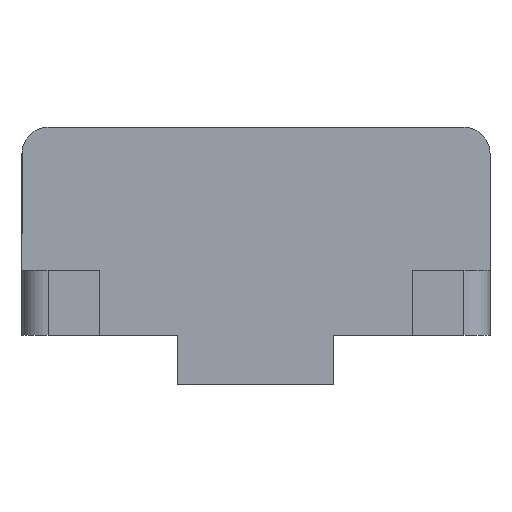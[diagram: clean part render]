
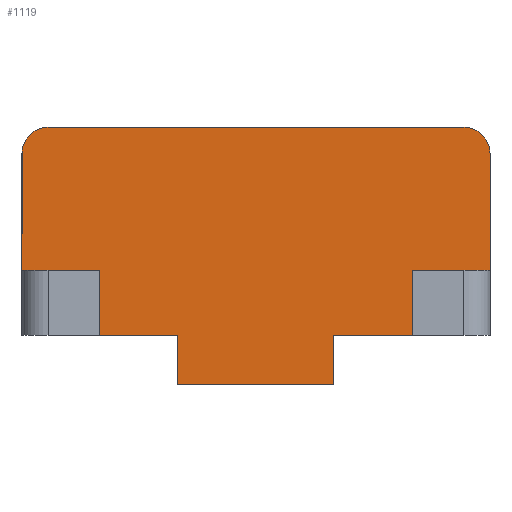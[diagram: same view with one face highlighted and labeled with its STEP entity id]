
A CAD part, front view. The second image highlights one B-rep face of the part: STEP entity #1119.
In plain terms, the highlighted planar face has unit normal (0, -1, 0).
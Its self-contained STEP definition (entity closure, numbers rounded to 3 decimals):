
#9 = VECTOR ( 'NONE', #959, 1000. ) ;
#42 = LINE ( 'NONE', #185, #692 ) ;
#44 = VERTEX_POINT ( 'NONE', #1211 ) ;
#47 = AXIS2_PLACEMENT_3D ( 'NONE', #88, #660, #1277 ) ;
#63 = ORIENTED_EDGE ( 'NONE', *, *, #134, .T. ) ;
#74 = LINE ( 'NONE', #140, #279 ) ;
#76 = VERTEX_POINT ( 'NONE', #206 ) ;
#87 = VERTEX_POINT ( 'NONE', #1027 ) ;
#88 = CARTESIAN_POINT ( 'NONE',  ( -8., 360., 7. ) ) ;
#99 = ORIENTED_EDGE ( 'NONE', *, *, #1302, .T. ) ;
#103 = VERTEX_POINT ( 'NONE', #323 ) ;
#114 = LINE ( 'NONE', #264, #465 ) ;
#134 = EDGE_CURVE ( 'NONE', #431, #317, #904, .T. ) ;
#140 = CARTESIAN_POINT ( 'NONE',  ( -9., 360., 8. ) ) ;
#156 = LINE ( 'NONE', #276, #795 ) ;
#170 = ORIENTED_EDGE ( 'NONE', *, *, #570, .F. ) ;
#173 = LINE ( 'NONE', #1026, #558 ) ;
#185 = CARTESIAN_POINT ( 'NONE',  ( -9., 360., 2.5 ) ) ;
#186 = ORIENTED_EDGE ( 'NONE', *, *, #459, .T. ) ;
#193 = ORIENTED_EDGE ( 'NONE', *, *, #1294, .T. ) ;
#204 = DIRECTION ( 'NONE',  ( -1., 0., 0. ) ) ;
#205 = VECTOR ( 'NONE', #1478, 1000. ) ;
#206 = CARTESIAN_POINT ( 'NONE',  ( 6., 360., 0. ) ) ;
#215 = FACE_OUTER_BOUND ( 'NONE', #1355, .T. ) ;
#234 = CARTESIAN_POINT ( 'NONE',  ( 8., 360., 8. ) ) ;
#264 = CARTESIAN_POINT ( 'NONE',  ( 3., 360., -1.9 ) ) ;
#271 = CARTESIAN_POINT ( 'NONE',  ( 3., 360., 0. ) ) ;
#276 = CARTESIAN_POINT ( 'NONE',  ( 6., 360., 0. ) ) ;
#279 = VECTOR ( 'NONE', #1340, 1000. ) ;
#280 = CARTESIAN_POINT ( 'NONE',  ( -9., 360., 2.5 ) ) ;
#283 = ORIENTED_EDGE ( 'NONE', *, *, #304, .T. ) ;
#304 = EDGE_CURVE ( 'NONE', #1055, #431, #74, .T. ) ;
#317 = VERTEX_POINT ( 'NONE', #1446 ) ;
#323 = CARTESIAN_POINT ( 'NONE',  ( 9., 360., 7. ) ) ;
#324 = LINE ( 'NONE', #1217, #350 ) ;
#325 = ORIENTED_EDGE ( 'NONE', *, *, #1370, .T. ) ;
#339 = EDGE_CURVE ( 'NONE', #317, #1547, #636, .T. ) ;
#350 = VECTOR ( 'NONE', #1361, 1000. ) ;
#353 = CARTESIAN_POINT ( 'NONE',  ( 6., 360., 2.5 ) ) ;
#422 = DIRECTION ( 'NONE',  ( 1., 0., 0. ) ) ;
#431 = VERTEX_POINT ( 'NONE', #1372 ) ;
#439 = VERTEX_POINT ( 'NONE', #1015 ) ;
#459 = EDGE_CURVE ( 'NONE', #1547, #439, #472, .T. ) ;
#465 = VECTOR ( 'NONE', #857, 1000. ) ;
#471 = DIRECTION ( 'NONE',  ( 0., 0., 1. ) ) ;
#472 = LINE ( 'NONE', #1495, #682 ) ;
#498 = LINE ( 'NONE', #1359, #205 ) ;
#510 = ORIENTED_EDGE ( 'NONE', *, *, #1439, .F. ) ;
#540 = DIRECTION ( 'NONE',  ( 1., 0., 0. ) ) ;
#558 = VECTOR ( 'NONE', #204, 1000. ) ;
#570 = EDGE_CURVE ( 'NONE', #1175, #76, #498, .T. ) ;
#573 = DIRECTION ( 'NONE',  ( 0., 0., -1. ) ) ;
#577 = CARTESIAN_POINT ( 'NONE',  ( 3., 360., -1.9 ) ) ;
#587 = CARTESIAN_POINT ( 'NONE',  ( -6., 360., 2.5 ) ) ;
#590 = DIRECTION ( 'NONE',  ( 0., 0., 1. ) ) ;
#597 = PLANE ( 'NONE',  #1041 ) ;
#599 = ORIENTED_EDGE ( 'NONE', *, *, #339, .T. ) ;
#635 = CARTESIAN_POINT ( 'NONE',  ( 9., 360., 2.5 ) ) ;
#636 = LINE ( 'NONE', #1316, #9 ) ;
#643 = AXIS2_PLACEMENT_3D ( 'NONE', #683, #811, #471 ) ;
#651 = ORIENTED_EDGE ( 'NONE', *, *, #1011, .F. ) ;
#660 = DIRECTION ( 'NONE',  ( 0., -1., 0. ) ) ;
#682 = VECTOR ( 'NONE', #895, 1000. ) ;
#683 = CARTESIAN_POINT ( 'NONE',  ( 8., 360., 7. ) ) ;
#692 = VECTOR ( 'NONE', #422, 1000. ) ;
#729 = ORIENTED_EDGE ( 'NONE', *, *, #1021, .T. ) ;
#751 = ORIENTED_EDGE ( 'NONE', *, *, #1226, .F. ) ;
#795 = VECTOR ( 'NONE', #1000, 1000. ) ;
#799 = VERTEX_POINT ( 'NONE', #271 ) ;
#811 = DIRECTION ( 'NONE',  ( 0., -1., 0. ) ) ;
#857 = DIRECTION ( 'NONE',  ( 0., 0., 1. ) ) ;
#874 = VECTOR ( 'NONE', #540, 1000. ) ;
#895 = DIRECTION ( 'NONE',  ( 1., 0., 0. ) ) ;
#904 = CIRCLE ( 'NONE', #47, 1. ) ;
#947 = CARTESIAN_POINT ( 'NONE',  ( -3., 360., 0. ) ) ;
#959 = DIRECTION ( 'NONE',  ( 0., 0., -1. ) ) ;
#969 = ORIENTED_EDGE ( 'NONE', *, *, #973, .T. ) ;
#973 = EDGE_CURVE ( 'NONE', #439, #87, #1176, .T. ) ;
#1000 = DIRECTION ( 'NONE',  ( 1., 0., 0. ) ) ;
#1011 = EDGE_CURVE ( 'NONE', #103, #1404, #1458, .T. ) ;
#1013 = CARTESIAN_POINT ( 'NONE',  ( 6., 360., 0. ) ) ;
#1014 = CIRCLE ( 'NONE', #643, 1. ) ;
#1015 = CARTESIAN_POINT ( 'NONE',  ( -6., 360., 2.5 ) ) ;
#1021 = EDGE_CURVE ( 'NONE', #103, #1055, #1014, .T. ) ;
#1026 = CARTESIAN_POINT ( 'NONE',  ( -3., 360., -1.9 ) ) ;
#1027 = CARTESIAN_POINT ( 'NONE',  ( -6., 360., 0. ) ) ;
#1032 = VERTEX_POINT ( 'NONE', #947 ) ;
#1037 = VERTEX_POINT ( 'NONE', #577 ) ;
#1041 = AXIS2_PLACEMENT_3D ( 'NONE', #1445, #1199, #590 ) ;
#1054 = VECTOR ( 'NONE', #1178, 1000. ) ;
#1055 = VERTEX_POINT ( 'NONE', #234 ) ;
#1069 = LINE ( 'NONE', #1013, #874 ) ;
#1119 = ADVANCED_FACE ( 'NONE', ( #215 ), #597, .F. ) ;
#1150 = VECTOR ( 'NONE', #573, 1000. ) ;
#1161 = ORIENTED_EDGE ( 'NONE', *, *, #1357, .T. ) ;
#1175 = VERTEX_POINT ( 'NONE', #353 ) ;
#1176 = LINE ( 'NONE', #587, #1054 ) ;
#1178 = DIRECTION ( 'NONE',  ( 0., 0., -1. ) ) ;
#1186 = CARTESIAN_POINT ( 'NONE',  ( 9., 360., 34.907 ) ) ;
#1199 = DIRECTION ( 'NONE',  ( 0., 1., 0. ) ) ;
#1211 = CARTESIAN_POINT ( 'NONE',  ( -3., 360., -1.9 ) ) ;
#1217 = CARTESIAN_POINT ( 'NONE',  ( -3., 360., -1.9 ) ) ;
#1226 = EDGE_CURVE ( 'NONE', #44, #1032, #324, .T. ) ;
#1277 = DIRECTION ( 'NONE',  ( 0., 0., 1. ) ) ;
#1294 = EDGE_CURVE ( 'NONE', #799, #76, #156, .T. ) ;
#1302 = EDGE_CURVE ( 'NONE', #1037, #799, #114, .T. ) ;
#1316 = CARTESIAN_POINT ( 'NONE',  ( -9., 360., 34.907 ) ) ;
#1340 = DIRECTION ( 'NONE',  ( -1., 0., 0. ) ) ;
#1355 = EDGE_LOOP ( 'NONE', ( #651, #729, #283, #63, #599, #186, #969, #1161, #751, #510, #99, #193, #170, #325 ) ) ;
#1357 = EDGE_CURVE ( 'NONE', #87, #1032, #1069, .T. ) ;
#1359 = CARTESIAN_POINT ( 'NONE',  ( 6., 360., 2.5 ) ) ;
#1361 = DIRECTION ( 'NONE',  ( 0., 0., 1. ) ) ;
#1370 = EDGE_CURVE ( 'NONE', #1175, #1404, #42, .T. ) ;
#1372 = CARTESIAN_POINT ( 'NONE',  ( -8., 360., 8. ) ) ;
#1404 = VERTEX_POINT ( 'NONE', #635 ) ;
#1439 = EDGE_CURVE ( 'NONE', #1037, #44, #173, .T. ) ;
#1445 = CARTESIAN_POINT ( 'NONE',  ( 6., 360., 2.5 ) ) ;
#1446 = CARTESIAN_POINT ( 'NONE',  ( -9., 360., 7. ) ) ;
#1458 = LINE ( 'NONE', #1186, #1150 ) ;
#1478 = DIRECTION ( 'NONE',  ( 0., 0., -1. ) ) ;
#1495 = CARTESIAN_POINT ( 'NONE',  ( -9., 360., 2.5 ) ) ;
#1547 = VERTEX_POINT ( 'NONE', #280 ) ;
